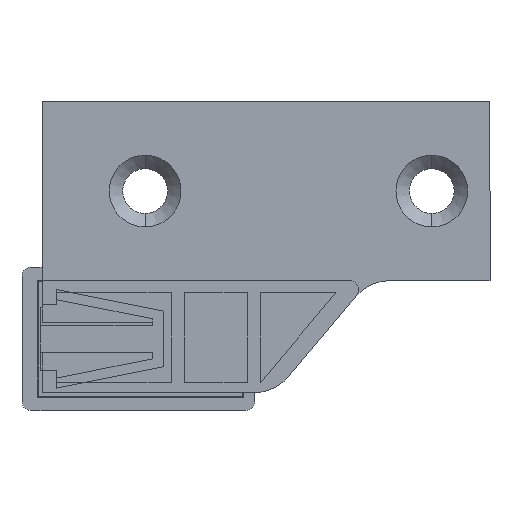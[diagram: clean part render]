
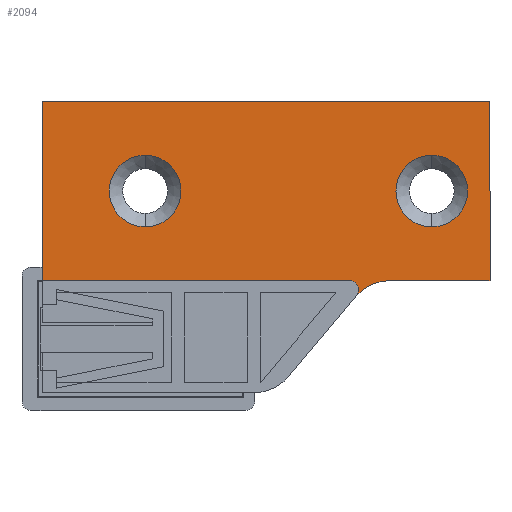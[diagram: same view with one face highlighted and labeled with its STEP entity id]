
A CAD part, left-side view. The second image highlights one B-rep face of the part: STEP entity #2094.
In plain terms, the highlighted face is planar.
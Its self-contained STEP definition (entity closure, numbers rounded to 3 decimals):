
#71 = ORIENTED_EDGE ( 'NONE', *, *, #2455, .T. ) ;
#106 = DIRECTION ( 'NONE',  ( -0.766, -0.643, 0. ) ) ;
#107 = CARTESIAN_POINT ( 'NONE',  ( 6., -43.5, -1.75 ) ) ;
#145 = CARTESIAN_POINT ( 'NONE',  ( 10., -43.5, -1.75 ) ) ;
#219 = CARTESIAN_POINT ( 'NONE',  ( 20., -34.354, -1.75 ) ) ;
#229 = AXIS2_PLACEMENT_3D ( 'NONE', #145, #4163, #1511 ) ;
#235 = VECTOR ( 'NONE', #3733, 1000. ) ;
#250 = CARTESIAN_POINT ( 'NONE',  ( 14., -11.5, -1.75 ) ) ;
#311 = DIRECTION ( 'NONE',  ( 0., 0., 1. ) ) ;
#341 = EDGE_CURVE ( 'NONE', #1402, #2258, #4215, .T. ) ;
#375 = PLANE ( 'NONE',  #863 ) ;
#378 = ORIENTED_EDGE ( 'NONE', *, *, #471, .F. ) ;
#429 = ORIENTED_EDGE ( 'NONE', *, *, #2522, .F. ) ;
#471 = EDGE_CURVE ( 'NONE', #1769, #4197, #670, .T. ) ;
#486 = VECTOR ( 'NONE', #1990, 1000. ) ;
#511 = VERTEX_POINT ( 'NONE', #2682 ) ;
#535 = AXIS2_PLACEMENT_3D ( 'NONE', #1125, #815, #3476 ) ;
#566 = CARTESIAN_POINT ( 'NONE',  ( 10., -11.5, -1.75 ) ) ;
#620 = VERTEX_POINT ( 'NONE', #107 ) ;
#640 = EDGE_CURVE ( 'NONE', #3103, #620, #3659, .T. ) ;
#642 = CARTESIAN_POINT ( 'NONE',  ( 21., -34.354, -1.75 ) ) ;
#655 = DIRECTION ( 'NONE',  ( 1., 0., 0. ) ) ;
#670 = LINE ( 'NONE', #1663, #486 ) ;
#727 = DIRECTION ( 'NONE',  ( 0., 0., 1. ) ) ;
#754 = CARTESIAN_POINT ( 'NONE',  ( 20., -38.83, -1.75 ) ) ;
#814 = CARTESIAN_POINT ( 'NONE',  ( 0., 0., -1.75 ) ) ;
#815 = DIRECTION ( 'NONE',  ( 0., 0., 1. ) ) ;
#863 = AXIS2_PLACEMENT_3D ( 'NONE', #3365, #727, #3022 ) ;
#904 = DIRECTION ( 'NONE',  ( 0., 1., 0. ) ) ;
#1004 = VECTOR ( 'NONE', #3694, 1000. ) ;
#1005 = VERTEX_POINT ( 'NONE', #2452 ) ;
#1024 = ORIENTED_EDGE ( 'NONE', *, *, #341, .F. ) ;
#1125 = CARTESIAN_POINT ( 'NONE',  ( 10., -43.5, -1.75 ) ) ;
#1193 = DIRECTION ( 'NONE',  ( 1., 0., 0. ) ) ;
#1198 = VECTOR ( 'NONE', #904, 1000. ) ;
#1277 = EDGE_CURVE ( 'NONE', #3839, #1005, #3411, .T. ) ;
#1281 = CIRCLE ( 'NONE', #1831, 1. ) ;
#1385 = EDGE_CURVE ( 'NONE', #2613, #1402, #1517, .T. ) ;
#1402 = VERTEX_POINT ( 'NONE', #3220 ) ;
#1403 = FACE_BOUND ( 'NONE', #2339, .T. ) ;
#1407 = DIRECTION ( 'NONE',  ( 0., 0., 1. ) ) ;
#1445 = DIRECTION ( 'NONE',  ( 1., 0., 0. ) ) ;
#1511 = DIRECTION ( 'NONE',  ( 1., 0., 0. ) ) ;
#1517 = LINE ( 'NONE', #3522, #2584 ) ;
#1663 = CARTESIAN_POINT ( 'NONE',  ( 20., -50., -1.75 ) ) ;
#1678 = DIRECTION ( 'NONE',  ( 1., 0., 0. ) ) ;
#1686 = CIRCLE ( 'NONE', #229, 4. ) ;
#1690 = DIRECTION ( 'NONE',  ( 0., 0., 1. ) ) ;
#1769 = VERTEX_POINT ( 'NONE', #219 ) ;
#1771 = EDGE_CURVE ( 'NONE', #620, #3103, #1686, .T. ) ;
#1824 = EDGE_CURVE ( 'NONE', #1005, #3839, #3631, .T. ) ;
#1831 = AXIS2_PLACEMENT_3D ( 'NONE', #642, #311, #1678 ) ;
#1841 = ORIENTED_EDGE ( 'NONE', *, *, #1824, .T. ) ;
#1888 = CARTESIAN_POINT ( 'NONE',  ( 20., 0., -1.75 ) ) ;
#1890 = DIRECTION ( 'NONE',  ( 1., 0., 0. ) ) ;
#1990 = DIRECTION ( 'NONE',  ( 0., 1., 0. ) ) ;
#2024 = ORIENTED_EDGE ( 'NONE', *, *, #1277, .T. ) ;
#2035 = AXIS2_PLACEMENT_3D ( 'NONE', #3967, #1690, #655 ) ;
#2056 = ORIENTED_EDGE ( 'NONE', *, *, #2577, .T. ) ;
#2094 = ADVANCED_FACE ( 'NONE', ( #3710, #1403, #2366 ), #375, .F. ) ;
#2258 = VERTEX_POINT ( 'NONE', #754 ) ;
#2274 = VERTEX_POINT ( 'NONE', #814 ) ;
#2295 = EDGE_CURVE ( 'NONE', #2947, #511, #3157, .T. ) ;
#2339 = EDGE_LOOP ( 'NONE', ( #1841, #2024 ) ) ;
#2342 = AXIS2_PLACEMENT_3D ( 'NONE', #2720, #1407, #1445 ) ;
#2366 = FACE_OUTER_BOUND ( 'NONE', #3708, .T. ) ;
#2369 = LINE ( 'NONE', #2801, #235 ) ;
#2452 = CARTESIAN_POINT ( 'NONE',  ( 6., -11.5, -1.75 ) ) ;
#2455 = EDGE_CURVE ( 'NONE', #1769, #511, #1281, .T. ) ;
#2469 = ORIENTED_EDGE ( 'NONE', *, *, #2597, .T. ) ;
#2522 = EDGE_CURVE ( 'NONE', #4197, #2274, #3002, .T. ) ;
#2577 = EDGE_CURVE ( 'NONE', #2613, #2274, #2369, .T. ) ;
#2584 = VECTOR ( 'NONE', #1193, 1000. ) ;
#2597 = EDGE_CURVE ( 'NONE', #2947, #2258, #2623, .T. ) ;
#2613 = VERTEX_POINT ( 'NONE', #4082 ) ;
#2623 = CIRCLE ( 'NONE', #2342, 5. ) ;
#2682 = CARTESIAN_POINT ( 'NONE',  ( 21.643, -35.12, -1.75 ) ) ;
#2694 = ORIENTED_EDGE ( 'NONE', *, *, #1771, .T. ) ;
#2720 = CARTESIAN_POINT ( 'NONE',  ( 25., -38.83, -1.75 ) ) ;
#2801 = CARTESIAN_POINT ( 'NONE',  ( 0., -50., -1.75 ) ) ;
#2840 = EDGE_LOOP ( 'NONE', ( #2694, #3595 ) ) ;
#2947 = VERTEX_POINT ( 'NONE', #3624 ) ;
#3002 = LINE ( 'NONE', #3938, #1004 ) ;
#3022 = DIRECTION ( 'NONE',  ( 1., 0., 0. ) ) ;
#3058 = CARTESIAN_POINT ( 'NONE',  ( 14., -43.5, -1.75 ) ) ;
#3103 = VERTEX_POINT ( 'NONE', #3058 ) ;
#3157 = LINE ( 'NONE', #3804, #3908 ) ;
#3220 = CARTESIAN_POINT ( 'NONE',  ( 20., -50., -1.75 ) ) ;
#3270 = CARTESIAN_POINT ( 'NONE',  ( 20., -50., -1.75 ) ) ;
#3365 = CARTESIAN_POINT ( 'NONE',  ( 0., -50., -1.75 ) ) ;
#3411 = CIRCLE ( 'NONE', #2035, 4. ) ;
#3476 = DIRECTION ( 'NONE',  ( 1., 0., 0. ) ) ;
#3522 = CARTESIAN_POINT ( 'NONE',  ( 0., -50., -1.75 ) ) ;
#3595 = ORIENTED_EDGE ( 'NONE', *, *, #640, .T. ) ;
#3624 = CARTESIAN_POINT ( 'NONE',  ( 21.784, -35.001, -1.75 ) ) ;
#3631 = CIRCLE ( 'NONE', #4045, 4. ) ;
#3659 = CIRCLE ( 'NONE', #535, 4. ) ;
#3694 = DIRECTION ( 'NONE',  ( -1., 0., 0. ) ) ;
#3708 = EDGE_LOOP ( 'NONE', ( #378, #71, #3867, #2469, #1024, #3857, #2056, #429 ) ) ;
#3710 = FACE_BOUND ( 'NONE', #2840, .T. ) ;
#3733 = DIRECTION ( 'NONE',  ( 0., 1., 0. ) ) ;
#3804 = CARTESIAN_POINT ( 'NONE',  ( 1.625, -51.935, -1.75 ) ) ;
#3826 = DIRECTION ( 'NONE',  ( 0., 0., 1. ) ) ;
#3839 = VERTEX_POINT ( 'NONE', #250 ) ;
#3857 = ORIENTED_EDGE ( 'NONE', *, *, #1385, .F. ) ;
#3867 = ORIENTED_EDGE ( 'NONE', *, *, #2295, .F. ) ;
#3908 = VECTOR ( 'NONE', #106, 1000. ) ;
#3938 = CARTESIAN_POINT ( 'NONE',  ( 0., 0., -1.75 ) ) ;
#3967 = CARTESIAN_POINT ( 'NONE',  ( 10., -11.5, -1.75 ) ) ;
#4045 = AXIS2_PLACEMENT_3D ( 'NONE', #566, #3826, #1890 ) ;
#4082 = CARTESIAN_POINT ( 'NONE',  ( 0., -50., -1.75 ) ) ;
#4163 = DIRECTION ( 'NONE',  ( 0., 0., 1. ) ) ;
#4197 = VERTEX_POINT ( 'NONE', #1888 ) ;
#4215 = LINE ( 'NONE', #3270, #1198 ) ;
